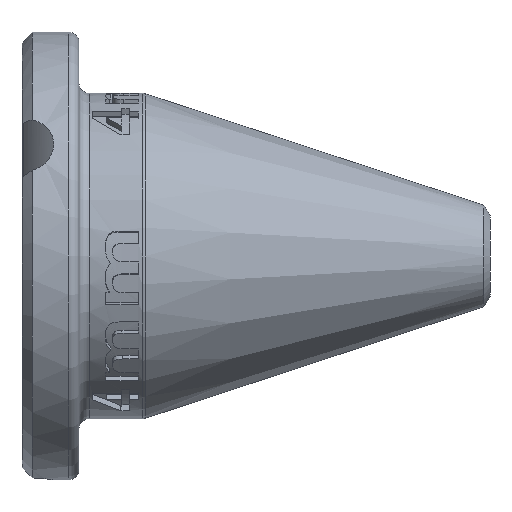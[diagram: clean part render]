
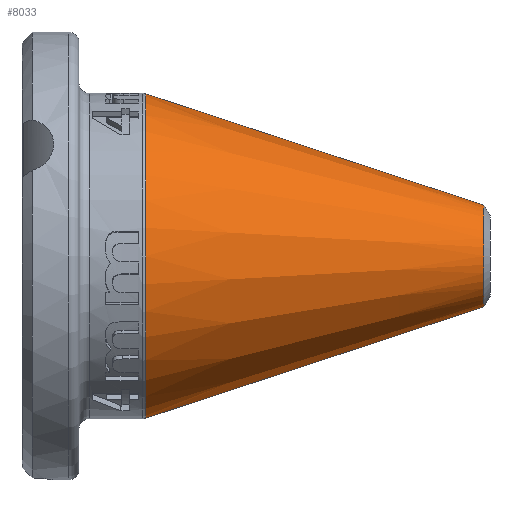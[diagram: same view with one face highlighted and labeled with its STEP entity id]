
A CAD part, left-side view. The second image highlights one B-rep face of the part: STEP entity #8033.
In plain terms, the highlighted conical face has half-angle 18.229 degrees and reference radius 2.5 mm.
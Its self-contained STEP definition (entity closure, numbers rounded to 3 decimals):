
#101 = ORIENTED_EDGE ( 'NONE', *, *, #8088, .T. ) ;
#632 = DIRECTION ( 'NONE',  ( 0., 0., -1. ) ) ;
#669 = CARTESIAN_POINT ( 'NONE',  ( 0., 0.3, 2.5 ) ) ;
#1372 = DIRECTION ( 'NONE',  ( 0., 0.95, 0.313 ) ) ;
#1606 = CARTESIAN_POINT ( 'NONE',  ( 0., 16.924, -7.975 ) ) ;
#1983 = LINE ( 'NONE', #6277, #13962 ) ;
#2021 = FACE_OUTER_BOUND ( 'NONE', #2971, .T. ) ;
#2027 = VECTOR ( 'NONE', #1372, 1000. ) ;
#2260 = AXIS2_PLACEMENT_3D ( 'NONE', #3579, #6725, #3099 ) ;
#2713 = DIRECTION ( 'NONE',  ( 0., 0., -1. ) ) ;
#2768 = ORIENTED_EDGE ( 'NONE', *, *, #7108, .T. ) ;
#2971 = EDGE_LOOP ( 'NONE', ( #5938, #10791, #2768, #101 ) ) ;
#2988 = DIRECTION ( 'NONE',  ( 0., 0.95, -0.313 ) ) ;
#3099 = DIRECTION ( 'NONE',  ( 0., 0., 1. ) ) ;
#3266 = CIRCLE ( 'NONE', #8297, 2.5 ) ;
#3359 = VERTEX_POINT ( 'NONE', #11350 ) ;
#3579 = CARTESIAN_POINT ( 'NONE',  ( 0., 0.3, 0. ) ) ;
#4127 = EDGE_CURVE ( 'NONE', #10657, #3359, #3266, .T. ) ;
#4950 = CARTESIAN_POINT ( 'NONE',  ( 0., 16.924, 7.975 ) ) ;
#5022 = CIRCLE ( 'NONE', #11446, 7.975 ) ;
#5767 = VERTEX_POINT ( 'NONE', #4950 ) ;
#5938 = ORIENTED_EDGE ( 'NONE', *, *, #6753, .F. ) ;
#6012 = CARTESIAN_POINT ( 'NONE',  ( 0., 16.924, 0. ) ) ;
#6277 = CARTESIAN_POINT ( 'NONE',  ( 0., 0.3, -2.5 ) ) ;
#6725 = DIRECTION ( 'NONE',  ( 0., 1., 0. ) ) ;
#6753 = EDGE_CURVE ( 'NONE', #3359, #8661, #1983, .T. ) ;
#7006 = DIRECTION ( 'NONE',  ( 0., -1., 0. ) ) ;
#7108 = EDGE_CURVE ( 'NONE', #10657, #5767, #7952, .T. ) ;
#7952 = LINE ( 'NONE', #12305, #2027 ) ;
#8033 = ADVANCED_FACE ( 'NONE', ( #2021 ), #9833, .T. ) ;
#8088 = EDGE_CURVE ( 'NONE', #5767, #8661, #5022, .T. ) ;
#8297 = AXIS2_PLACEMENT_3D ( 'NONE', #11624, #7006, #2713 ) ;
#8661 = VERTEX_POINT ( 'NONE', #1606 ) ;
#9178 = DIRECTION ( 'NONE',  ( 0., -1., 0. ) ) ;
#9833 = CONICAL_SURFACE ( 'NONE', #2260, 2.5, 0.318 ) ;
#10657 = VERTEX_POINT ( 'NONE', #669 ) ;
#10791 = ORIENTED_EDGE ( 'NONE', *, *, #4127, .F. ) ;
#11350 = CARTESIAN_POINT ( 'NONE',  ( 0., 0.3, -2.5 ) ) ;
#11446 = AXIS2_PLACEMENT_3D ( 'NONE', #6012, #9178, #632 ) ;
#11624 = CARTESIAN_POINT ( 'NONE',  ( 0., 0.3, 0. ) ) ;
#12305 = CARTESIAN_POINT ( 'NONE',  ( 0., 0.3, 2.5 ) ) ;
#13962 = VECTOR ( 'NONE', #2988, 1000. ) ;
